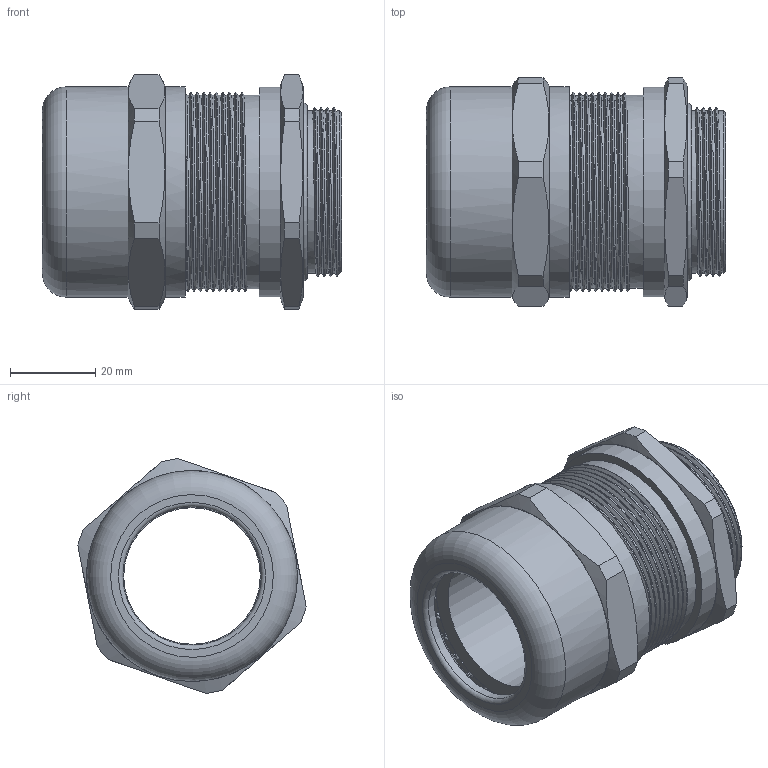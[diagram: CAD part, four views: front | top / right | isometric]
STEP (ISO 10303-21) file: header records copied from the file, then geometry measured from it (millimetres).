
FILE_DESCRIPTION(/* description */ ('Euro-Top-EMV RAIL 4 M40x1,5'),/* implementation_level */ '2;1');
FILE_NAME(/* name */ 'R61086540-RST.stp',/* time_stamp */ '2022-02-03T10:53:39+01:00',/* author */ ('sl'),/* organization */ (''),/* preprocessor_version */ 'ST-DEVELOPER v16.5',/* originating_system */ 'Autodesk Inventor 2017',/* authorisation */ '');
FILE_SCHEMA (('AUTOMOTIVE_DESIGN { 1 0 10303 214 3 1 1 }'));
Length unit declared in the file: millimetre
Products named in the file (8): R61086540; 61086540; 61086540_1; 61086540_2; 61086540_3; 61086540_4; 61086540_5; 61086540_6
Assembly tree (7 placements, depth 2):
  R61086540
    61086540
    61086540_1
    61086540_2
    61086540_3
    61086540_4
    61086540_5
    61086540_6
Bounding box: 70.34 x 53.7 x 55.24 mm (x, y, z)
Volume: 47043.6 mm3; surface area: 50585.1 mm2
Topology: 7 solids, 7 shells, 675 faces, 1882 edges, 1231 vertices
Faces by surface type: plane 314, cylinder 219, cone 62, torus 46, bspline 34
Full cylindrical faces by diameter (mm): 32.1 x1, 32.6 x1, 33.8 x1, 34.9 x1, 35.83 x1, 37.36 x1, 37.41 x1, 38.298 x4, 38.47 x1, 39.22 x1, 40 x2, 40.05 x1, 40.18 x1, 40.3 x1, 40.6 x1, 42.18 x1, 43.3 x1, 45.18 x2, 45.428 x10, 49.32 x1, 49.5 x2
Entity records: 29265 total; most frequent: CARTESIAN_POINT 12395, ORIENTED_EDGE 3564, DIRECTION 3472, EDGE_CURVE 1782, AXIS2_PLACEMENT_3D 1340, VERTEX_POINT 1187, LINE 792, VECTOR 792
